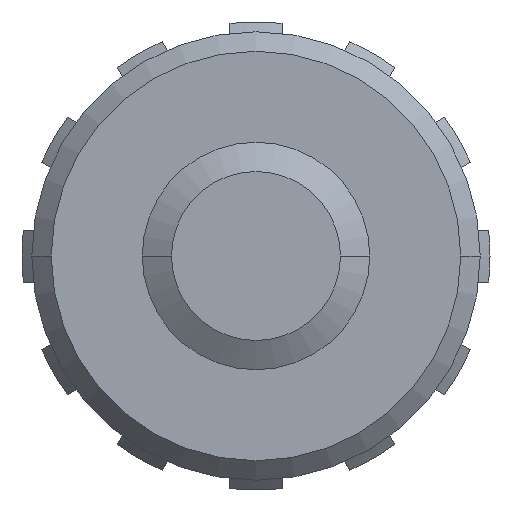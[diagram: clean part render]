
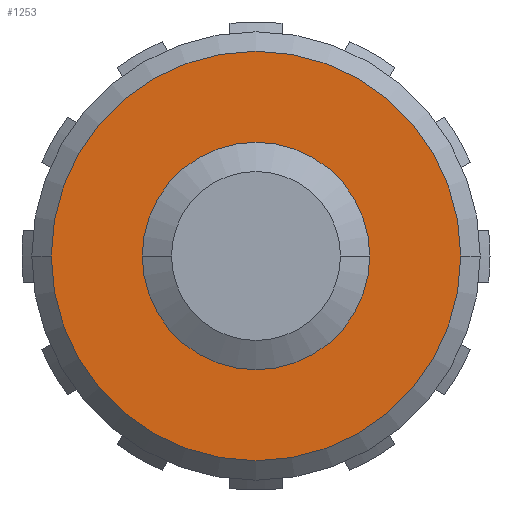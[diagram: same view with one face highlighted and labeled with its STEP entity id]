
A CAD part, front view. The second image highlights one B-rep face of the part: STEP entity #1253.
In plain terms, the highlighted planar face has unit normal (0, -1, 0).
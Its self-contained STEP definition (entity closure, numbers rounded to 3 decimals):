
#529=CARTESIAN_POINT('',(0.,-1.5,0.));
#530=DIRECTION('',(0.,-1.,0.));
#531=DIRECTION('',(1.,0.,0.));
#532=AXIS2_PLACEMENT_3D('',#529,#530,#531);
#537=CARTESIAN_POINT('',(0.,-1.5,0.));
#538=DIRECTION('',(0.,-1.,0.));
#539=DIRECTION('',(-1.,0.,0.));
#540=AXIS2_PLACEMENT_3D('',#537,#538,#539);
#545=CARTESIAN_POINT('',(0.,-1.5,0.));
#546=DIRECTION('',(0.,1.,0.));
#547=DIRECTION('',(-1.,0.,0.));
#548=AXIS2_PLACEMENT_3D('',#545,#546,#547);
#553=CARTESIAN_POINT('',(0.,-1.5,0.));
#554=DIRECTION('',(0.,1.,0.));
#555=DIRECTION('',(1.,0.,0.));
#556=AXIS2_PLACEMENT_3D('',#553,#554,#555);
#705=CARTESIAN_POINT('',(-3.15,-1.5,0.));
#706=CARTESIAN_POINT('',(3.15,-1.5,0.));
#707=VERTEX_POINT('',#705);
#708=VERTEX_POINT('',#706);
#709=CARTESIAN_POINT('',(1.75,-1.5,0.));
#710=CARTESIAN_POINT('',(-1.75,-1.5,0.));
#711=VERTEX_POINT('',#709);
#712=VERTEX_POINT('',#710);
#1238=CARTESIAN_POINT('',(2.6,-1.5,0.));
#1239=DIRECTION('',(0.,-1.,0.));
#1240=DIRECTION('',(-1.,0.,0.));
#1241=AXIS2_PLACEMENT_3D('',#1238,#1239,#1240);
#1242=PLANE('',#1241);
#1243=ORIENTED_EDGE('',*,*,#1204,.F.);
#1244=ORIENTED_EDGE('',*,*,#1226,.F.);
#1245=EDGE_LOOP('',(#1243,#1244));
#1246=FACE_OUTER_BOUND('',#1245,.F.);
#1248=ORIENTED_EDGE('',*,*,#1247,.F.);
#1250=ORIENTED_EDGE('',*,*,#1249,.F.);
#1251=EDGE_LOOP('',(#1248,#1250));
#1252=FACE_BOUND('',#1251,.F.);
#533=CIRCLE('',#532,3.15);
#541=CIRCLE('',#540,3.15);
#549=CIRCLE('',#548,1.75);
#557=CIRCLE('',#556,1.75);
#1204=EDGE_CURVE('',#708,#707,#533,.T.);
#1226=EDGE_CURVE('',#707,#708,#541,.T.);
#1247=EDGE_CURVE('',#712,#711,#549,.T.);
#1249=EDGE_CURVE('',#711,#712,#557,.T.);
#1253=ADVANCED_FACE('',(#1246,#1252),#1242,.T.);
